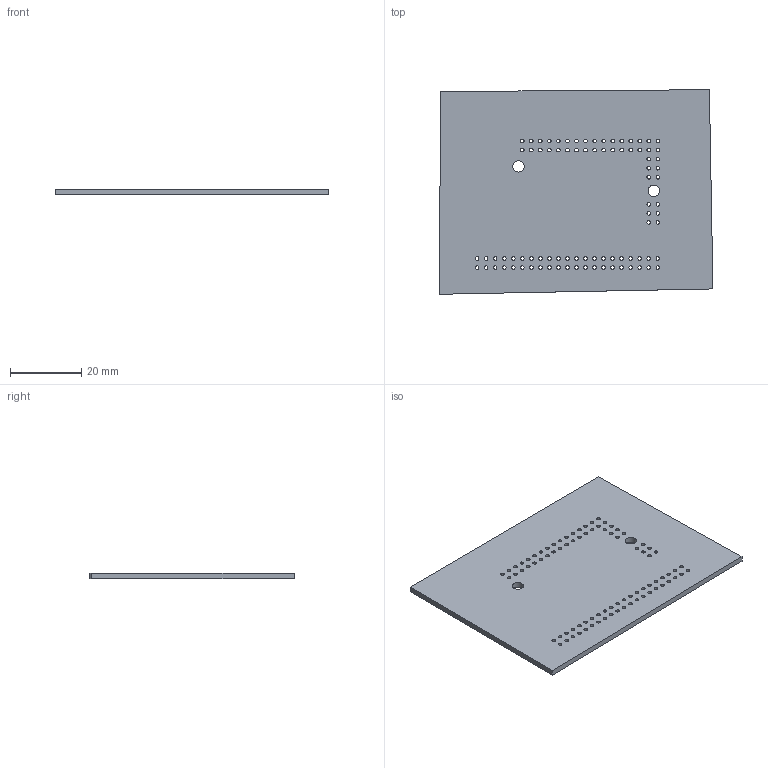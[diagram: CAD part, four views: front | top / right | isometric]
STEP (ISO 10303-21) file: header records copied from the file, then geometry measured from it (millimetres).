
FILE_DESCRIPTION(('KiCad electronic assembly'),'2;1');
FILE_NAME('PCB_Main.step','2024-10-08T15:45:58',('Pcbnew'),('Kicad'), 'Open CASCADE STEP processor 7.8','KiCad to STEP converter','Unknown' );
FILE_SCHEMA(('AUTOMOTIVE_DESIGN { 1 0 10303 214 1 1 1 1 }'));
Length unit declared in the file: millimetre
Products named in the file (2): PCB_Main 1; _autosave-PCB_Main_PCB
Assembly tree (1 placements, depth 2):
  PCB_Main 1
    _autosave-PCB_Main_PCB
Bounding box: 77 x 57.5 x 1.6 mm (x, y, z)
Volume: 6756.1 mm3; surface area: 9341.3 mm2
Topology: 1 solids, 1 shells, 94 faces, 276 edges, 184 vertices
Faces by surface type: cylinder 88, plane 6
Full cylindrical faces by diameter (mm): 1.016 x86, 3.2 x2
Entity records: 3625 total; most frequent: DIRECTION 644, CARTESIAN_POINT 556, ORIENTED_EDGE 552, EDGE_CURVE 276, AXIS2_PLACEMENT_3D 272, FACE_BOUND 270, EDGE_LOOP 270, VERTEX_POINT 184
